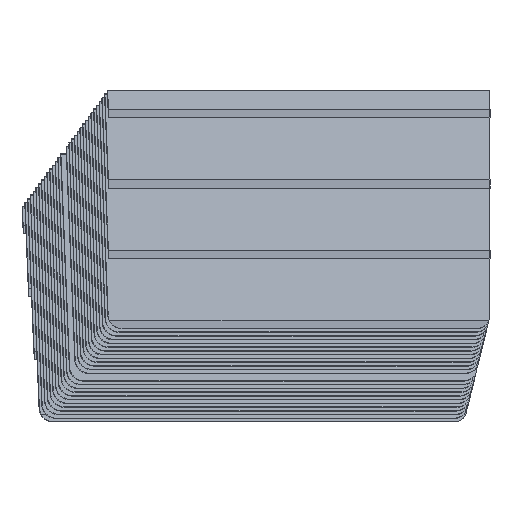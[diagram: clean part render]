
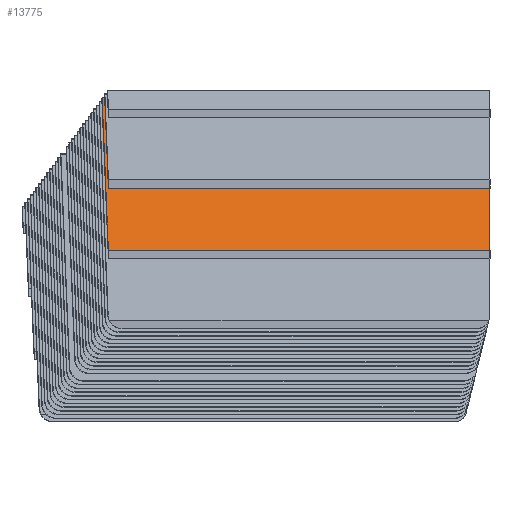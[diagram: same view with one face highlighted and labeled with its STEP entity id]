
A CAD part, left-side view. The second image highlights one B-rep face of the part: STEP entity #13775.
In plain terms, the highlighted planar face has unit normal (-0.967, -0.113, 0.23).
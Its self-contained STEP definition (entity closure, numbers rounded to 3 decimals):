
#13504 = PLANE('',#13505);
#13505 = AXIS2_PLACEMENT_3D('',#13506,#13507,#13508);
#13506 = CARTESIAN_POINT('',(4.407,-24.996,0.));
#13507 = DIRECTION('',(0.174,-0.985,0.));
#13508 = DIRECTION('',(0.,0.,-1.));
#13530 = PLANE('',#13531);
#13531 = AXIS2_PLACEMENT_3D('',#13532,#13533,#13534);
#13532 = CARTESIAN_POINT('',(8501.353,998.106,
    -5649.681));
#13533 = DIRECTION('',(0.993,0.116,0.));
#13534 = DIRECTION('',(0.,0.,-1.));
#13556 = PLANE('',#13557);
#13557 = AXIS2_PLACEMENT_3D('',#13558,#13559,#13560);
#13558 = CARTESIAN_POINT('',(-0.964,16.547,0.));
#13559 = DIRECTION('',(0.058,-0.998,0.));
#13560 = DIRECTION('',(0.,0.,-1.));
#13580 = PLANE('',#13581);
#13581 = AXIS2_PLACEMENT_3D('',#13582,#13583,#13584);
#13582 = CARTESIAN_POINT('',(-5618.388,-652.255,
    9240.217));
#13583 = DIRECTION('',(0.229,0.027,0.973)
  );
#13584 = DIRECTION('',(0.973,0.,-0.229
    ));
#13596 = VERTEX_POINT('',#13597);
#13597 = CARTESIAN_POINT('',(8535.467,1479.26,
    5853.206));
#13616 = EDGE_CURVE('',#13617,#13596,#13619,.T.);
#13617 = VERTEX_POINT('',#13618);
#13618 = CARTESIAN_POINT('',(8446.939,1463.65,
    5474.164));
#13619 = SURFACE_CURVE('',#13620,(#13624,#13630),.PCURVE_S1.);
#13620 = LINE('',#13621,#13622);
#13621 = CARTESIAN_POINT('',(7594.597,1313.36,
    1824.806));
#13622 = VECTOR('',#13623,1.);
#13623 = DIRECTION('',(0.227,0.04,0.973)
  );
#13624 = PCURVE('',#13504,#13625);
#13625 = DEFINITIONAL_REPRESENTATION('',(#13626),#13629);
#13626 = B_SPLINE_CURVE_WITH_KNOTS('',1,(#13627,#13628),.UNSPECIFIED.,
  .F.,.F.,(2,2),(3262.097,4243.786),
  .PIECEWISE_BEZIER_KNOTS.);
#13627 = CARTESIAN_POINT('',(-4998.86,8460.047));
#13628 = CARTESIAN_POINT('',(-5954.053,8686.582));
#13629 = ( GEOMETRIC_REPRESENTATION_CONTEXT(2) 
PARAMETRIC_REPRESENTATION_CONTEXT() REPRESENTATION_CONTEXT('2D SPACE',''
  ) );
#13630 = PCURVE('',#13631,#13636);
#13631 = PLANE('',#13632);
#13632 = AXIS2_PLACEMENT_3D('',#13633,#13634,#13635);
#13633 = CARTESIAN_POINT('',(8458.876,984.26,
    5289.18));
#13634 = DIRECTION('',(-0.967,-0.113,0.23));
#13635 = DIRECTION('',(-0.232,0.,-0.973));
#13636 = DEFINITIONAL_REPRESENTATION('',(#13637),#13640);
#13637 = B_SPLINE_CURVE_WITH_KNOTS('',1,(#13638,#13639),.UNSPECIFIED.,
  .F.,.F.,(2,2),(3262.097,4243.786),
  .PIECEWISE_BEZIER_KNOTS.);
#13638 = CARTESIAN_POINT('',(310.917,-462.779));
#13639 = CARTESIAN_POINT('',(-669.973,-502.37));
#13640 = ( GEOMETRIC_REPRESENTATION_CONTEXT(2) 
PARAMETRIC_REPRESENTATION_CONTEXT() REPRESENTATION_CONTEXT('2D SPACE',''
  ) );
#13666 = EDGE_CURVE('',#13667,#13596,#13669,.T.);
#13667 = VERTEX_POINT('',#13668);
#13668 = CARTESIAN_POINT('',(8647.558,520.265,
    5853.206));
#13669 = SURFACE_CURVE('',#13670,(#13674,#13680),.PCURVE_S1.);
#13670 = LINE('',#13671,#13672);
#13671 = CARTESIAN_POINT('',(8591.001,1004.144,
    5853.206));
#13672 = VECTOR('',#13673,1.);
#13673 = DIRECTION('',(-0.116,0.993,0.)
  );
#13674 = PCURVE('',#13580,#13675);
#13675 = DEFINITIONAL_REPRESENTATION('',(#13676),#13679);
#13676 = B_SPLINE_CURVE_WITH_KNOTS('',1,(#13677,#13678),.UNSPECIFIED.,
  .F.,.F.,(2,2),(-609.759,798.133),
  .PIECEWISE_BEZIER_KNOTS.);
#13677 = CARTESIAN_POINT('',(14676.325,1051.139));
#13678 = CARTESIAN_POINT('',(14517.219,2450.012));
#13679 = ( GEOMETRIC_REPRESENTATION_CONTEXT(2) 
PARAMETRIC_REPRESENTATION_CONTEXT() REPRESENTATION_CONTEXT('2D SPACE',''
  ) );
#13680 = PCURVE('',#13631,#13681);
#13681 = DEFINITIONAL_REPRESENTATION('',(#13682),#13685);
#13682 = B_SPLINE_CURVE_WITH_KNOTS('',1,(#13683,#13684),.UNSPECIFIED.,
  .F.,.F.,(2,2),(-609.759,798.133),
  .PIECEWISE_BEZIER_KNOTS.);
#13683 = CARTESIAN_POINT('',(-595.704,589.526));
#13684 = CARTESIAN_POINT('',(-557.805,-817.855));
#13685 = ( GEOMETRIC_REPRESENTATION_CONTEXT(2) 
PARAMETRIC_REPRESENTATION_CONTEXT() REPRESENTATION_CONTEXT('2D SPACE',''
  ) );
#13710 = VERTEX_POINT('',#13711);
#13711 = CARTESIAN_POINT('',(8557.815,515.039,
    5474.164));
#13732 = EDGE_CURVE('',#13710,#13667,#13733,.T.);
#13733 = SURFACE_CURVE('',#13734,(#13738,#13744),.PCURVE_S1.);
#13734 = LINE('',#13735,#13736);
#13735 = CARTESIAN_POINT('',(7693.776,464.714,
    1824.748));
#13736 = VECTOR('',#13737,1.);
#13737 = DIRECTION('',(0.23,0.013,0.973)
  );
#13738 = PCURVE('',#13556,#13739);
#13739 = DEFINITIONAL_REPRESENTATION('',(#13740),#13743);
#13740 = B_SPLINE_CURVE_WITH_KNOTS('',1,(#13741,#13742),.UNSPECIFIED.,
  .F.,.F.,(2,2),(3262.157,4243.845),
  .PIECEWISE_BEZIER_KNOTS.);
#13741 = CARTESIAN_POINT('',(-4998.86,8460.56));
#13742 = CARTESIAN_POINT('',(-5954.053,8687.095));
#13743 = ( GEOMETRIC_REPRESENTATION_CONTEXT(2) 
PARAMETRIC_REPRESENTATION_CONTEXT() REPRESENTATION_CONTEXT('2D SPACE',''
  ) );
#13744 = PCURVE('',#13631,#13745);
#13745 = DEFINITIONAL_REPRESENTATION('',(#13746),#13749);
#13746 = B_SPLINE_CURVE_WITH_KNOTS('',1,(#13747,#13748),.UNSPECIFIED.,
  .F.,.F.,(2,2),(3262.157,4243.845),
  .PIECEWISE_BEZIER_KNOTS.);
#13747 = CARTESIAN_POINT('',(285.56,478.841));
#13748 = CARTESIAN_POINT('',(-696.039,465.584));
#13749 = ( GEOMETRIC_REPRESENTATION_CONTEXT(2) 
PARAMETRIC_REPRESENTATION_CONTEXT() REPRESENTATION_CONTEXT('2D SPACE',''
  ) );
#13755 = EDGE_CURVE('',#13710,#13617,#13756,.T.);
#13756 = SURFACE_CURVE('',#13757,(#13761,#13767),.PCURVE_S1.);
#13757 = LINE('',#13758,#13759);
#13758 = CARTESIAN_POINT('',(8501.865,993.725,
    5474.164));
#13759 = VECTOR('',#13760,1.);
#13760 = DIRECTION('',(-0.116,0.993,0.)
  );
#13761 = PCURVE('',#13530,#13762);
#13762 = DEFINITIONAL_REPRESENTATION('',(#13763),#13766);
#13763 = B_SPLINE_CURVE_WITH_KNOTS('',1,(#13764,#13765),.UNSPECIFIED.,
  .F.,.F.,(2,2),(-577.452,568.631),
  .PIECEWISE_BEZIER_KNOTS.);
#13764 = CARTESIAN_POINT('',(-11123.846,-581.863));
#13765 = CARTESIAN_POINT('',(-11123.846,564.22));
#13766 = ( GEOMETRIC_REPRESENTATION_CONTEXT(2) 
PARAMETRIC_REPRESENTATION_CONTEXT() REPRESENTATION_CONTEXT('2D SPACE',''
  ) );
#13767 = PCURVE('',#13631,#13768);
#13768 = DEFINITIONAL_REPRESENTATION('',(#13769),#13772);
#13769 = B_SPLINE_CURVE_WITH_KNOTS('',1,(#13770,#13771),.UNSPECIFIED.,
  .F.,.F.,(2,2),(-577.452,568.631),
  .PIECEWISE_BEZIER_KNOTS.);
#13770 = CARTESIAN_POINT('',(-205.455,567.717));
#13771 = CARTESIAN_POINT('',(-174.603,-577.951));
#13772 = ( GEOMETRIC_REPRESENTATION_CONTEXT(2) 
PARAMETRIC_REPRESENTATION_CONTEXT() REPRESENTATION_CONTEXT('2D SPACE',''
  ) );
#13775 = ADVANCED_FACE('',(#13776),#13631,.T.);
#13776 = FACE_BOUND('',#13777,.T.);
#13777 = EDGE_LOOP('',(#13778,#13779,#13780,#13781));
#13778 = ORIENTED_EDGE('',*,*,#13616,.F.);
#13779 = ORIENTED_EDGE('',*,*,#13755,.F.);
#13780 = ORIENTED_EDGE('',*,*,#13732,.T.);
#13781 = ORIENTED_EDGE('',*,*,#13666,.T.);
